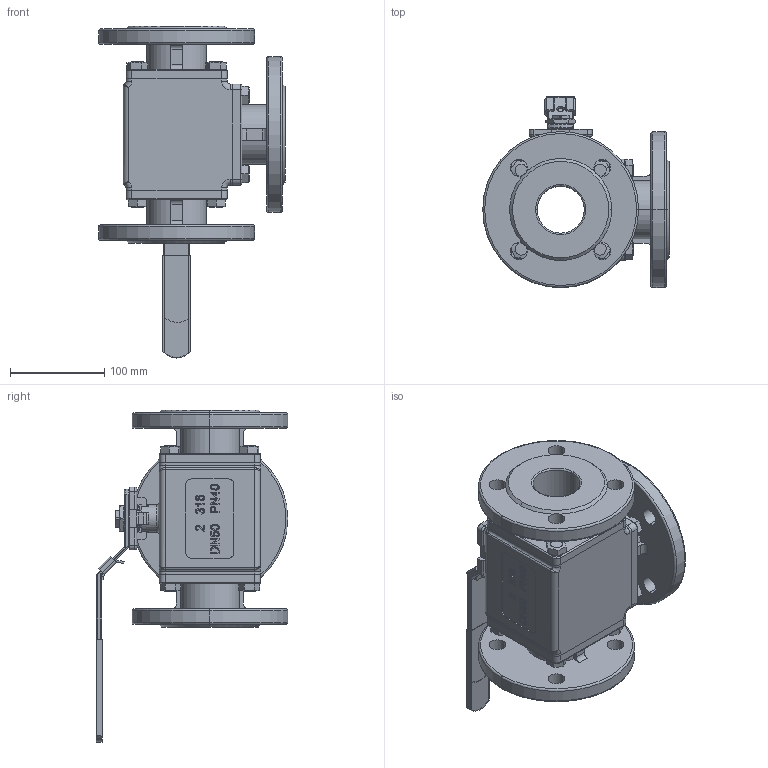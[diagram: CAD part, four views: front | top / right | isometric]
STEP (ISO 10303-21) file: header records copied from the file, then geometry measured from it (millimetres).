
FILE_DESCRIPTION(/* description */ ('Unknown','CAx-IF Rec.Pracs.---Representation and Presentation of Product Manufacturing Information (PMI)---4.0---2014-10-13','CAx-IF Rec.Pracs.---3D Tessellated Geometry---0.4---2014-09-14','2;1'),/* implementation_level */ '2;1');
FILE_NAME(/* name */ '9342_9343-09',/* time_stamp */ '2023-12-06T10:51:08+01:00',/* author */ ('Unknown'),/* organization */ ('Unknown'),/* preprocessor_version */ 'ST-DEVELOPER v18.102',/* originating_system */ 'Solid Edge',/* authorisation */ 'Unknown');
FILE_SCHEMA (('AP242_MANAGED_MODEL_BASED_3D_ENGINEERING_MIM_LF { 1 0 10303 442 1 1 4 }'));
Length unit declared in the file: millimetre
Products named in the file (13): MV-87DT DN50; 概极; 概裔; 概裝; 密封圈; MV-85 DN50 Bellevlle Washer; MV-85 DN50 Nut Stopper; NUT M18 _NUT  M18; MV-85 DN50 Plate Washer; MV-85 DN50 Haddle L; MV-85 DN50 Lock Device; MV-85 DN50 Plasti Cover; 蟈諉蹟邡
Assembly tree (27 placements, depth 2):
  MV-87DT DN50
    概极
    概裔  x3
    概裝
    密封圈
    MV-85 DN50 Bellevlle Washer  x2
    MV-85 DN50 Nut Stopper
    NUT M18 _NUT  M18  x2
    MV-85 DN50 Plate Washer
    MV-85 DN50 Haddle L
    MV-85 DN50 Lock Device
    MV-85 DN50 Plasti Cover
    蟈諉蹟邡  x12
Bounding box: 197.5 x 202.94 x 351.62 mm (x, y, z)
Volume: 2133075.9 mm3; surface area: 460352.2 mm2
Topology: 27 solids, 27 shells, 1085 faces, 2772 edges, 1781 vertices
Faces by surface type: plane 493, cylinder 393, cone 68, torus 67, bspline 58, sphere 6
Entity records: 28980 total; most frequent: CARTESIAN_POINT 9503, ORIENTED_EDGE 3956, DIRECTION 3706, EDGE_CURVE 1978, AXIS2_PLACEMENT_3D 1319, VERTEX_POINT 1277, LINE 1068, VECTOR 1068
